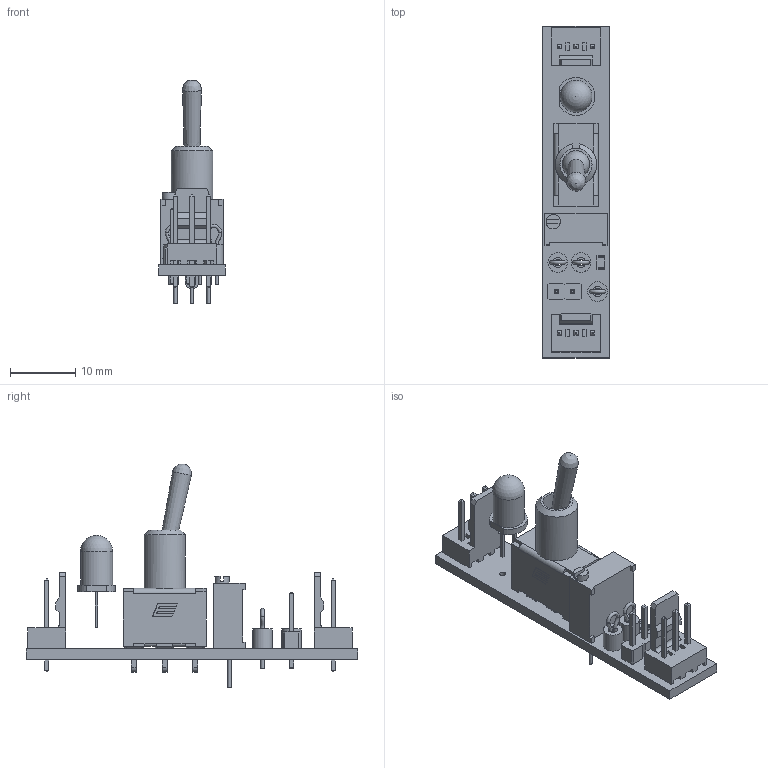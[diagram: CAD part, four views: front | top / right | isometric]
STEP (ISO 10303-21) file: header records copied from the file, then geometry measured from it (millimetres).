
FILE_DESCRIPTION(('KiCad electronic assembly'),'2;1');
FILE_NAME('din-io-simulator.step','2023-03-09T20:12:09',('Pcbnew'),( 'Kicad'),'Open CASCADE STEP processor 7.6','KiCad to STEP converter' ,'Unknown');
FILE_SCHEMA(('AUTOMOTIVE_DESIGN { 1 0 10303 214 1 1 1 1 }'));
Length unit declared in the file: millimetre
Products named in the file (16): din-io-simulator 1; TestPoint_Loop_D2.54mm_Drill1.5mm_Beaded; COMPOUND; Potentiometer_Bourns_3296W_Vertical; SOLID; SW_100SP1T1B1M1QEH; R_0805_2012Metric; Molex_KK-254_AE-6410-03A_1x03_P2.54mm_Vertical; PinHeader_1x02_P2.54mm_Vertical; LED_D5.0mm; PCB
Assembly tree (18 placements, depth 3):
  din-io-simulator 1
    TestPoint_Loop_D2.54mm_Drill1.5mm_Beaded  x3
      COMPOUND
    Potentiometer_Bourns_3296W_Vertical
      SOLID
    SW_100SP1T1B1M1QEH
      SOLID
    R_0805_2012Metric
      SOLID
    Molex_KK-254_AE-6410-03A_1x03_P2.54mm_Vertical  x2
      SOLID
    PinHeader_1x02_P2.54mm_Vertical
      SOLID
    LED_D5.0mm
      SOLID
    PCB
Bounding box: 10.16 x 50.8 x 34.25 mm (x, y, z)
Volume: 2874.3 mm3; surface area: 4179.3 mm2
Topology: 14 solids, 18 shells, 640 faces, 1592 edges, 1018 vertices
Faces by surface type: plane 520, cylinder 93, sphere 14, bspline 7, torus 3, cone 3
Full cylindrical faces by diameter (mm): 0.5 x6, 0.51 x3, 0.8 x3, 0.9 x2, 1 x5, 1.27 x6, 1.5 x3, 1.65 x1, 2.19 x1, 3 x3, 4.2 x1, 4.9 x1
Entity records: 37100 total; most frequent: CARTESIAN_POINT 8058, DIRECTION 5106, LINE 3569, VECTOR 3569, ORIENTED_EDGE 2664, PCURVE 2664, DEFINITIONAL_REPRESENTATION 2664, EDGE_CURVE 1332
